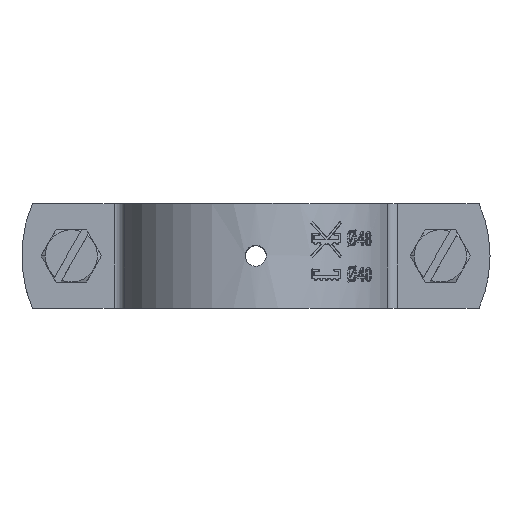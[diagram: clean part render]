
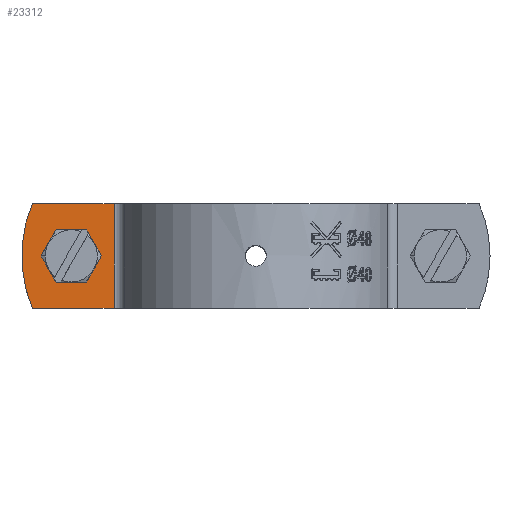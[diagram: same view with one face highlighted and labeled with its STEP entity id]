
A CAD part, top view. The second image highlights one B-rep face of the part: STEP entity #23312.
In plain terms, the highlighted planar face has unit normal (0, 0, 1).
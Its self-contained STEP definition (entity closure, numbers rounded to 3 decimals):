
#224 = FACE_BOUND ( 'NONE', #20297, .T. ) ;
#468 = LINE ( 'NONE', #17706, #3002 ) ;
#1184 = VECTOR ( 'NONE', #12640, 1000. ) ;
#1835 = ORIENTED_EDGE ( 'NONE', *, *, #19422, .F. ) ;
#1954 = AXIS2_PLACEMENT_3D ( 'NONE', #24145, #10426, #17869 ) ;
#2163 = DIRECTION ( 'NONE',  ( -1., 0., 0. ) ) ;
#2875 = EDGE_CURVE ( 'NONE', #14356, #3641, #24636, .T. ) ;
#3002 = VECTOR ( 'NONE', #21554, 1000. ) ;
#3641 = VERTEX_POINT ( 'NONE', #22348 ) ;
#3752 = EDGE_CURVE ( 'NONE', #10454, #19600, #15904, .T. ) ;
#3829 = FACE_OUTER_BOUND ( 'NONE', #4892, .T. ) ;
#3973 = VERTEX_POINT ( 'NONE', #18086 ) ;
#4892 = EDGE_LOOP ( 'NONE', ( #21063, #14491, #10625, #9073 ) ) ;
#4908 = VERTEX_POINT ( 'NONE', #17782 ) ;
#5211 = AXIS2_PLACEMENT_3D ( 'NONE', #21933, #17843, #2163 ) ;
#5378 = CARTESIAN_POINT ( 'NONE',  ( -38.14, -3.5, 5. ) ) ;
#5613 = DIRECTION ( 'NONE',  ( -1., 0., 0. ) ) ;
#5654 = VECTOR ( 'NONE', #16586, 1000. ) ;
#5674 = CARTESIAN_POINT ( 'NONE',  ( -35.312, 0., 5. ) ) ;
#5759 = EDGE_CURVE ( 'NONE', #25208, #14356, #10589, .T. ) ;
#5796 = DIRECTION ( 'NONE',  ( 0., 0., 1. ) ) ;
#5831 = ORIENTED_EDGE ( 'NONE', *, *, #18795, .F. ) ;
#5870 = VECTOR ( 'NONE', #18756, 1000. ) ;
#6964 = CARTESIAN_POINT ( 'NONE',  ( -30.812, 0., 5. ) ) ;
#8405 = ORIENTED_EDGE ( 'NONE', *, *, #17454, .F. ) ;
#8760 = LINE ( 'NONE', #11194, #5654 ) ;
#9073 = ORIENTED_EDGE ( 'NONE', *, *, #24668, .F. ) ;
#10043 = CIRCLE ( 'NONE', #23549, 4.5 ) ;
#10426 = DIRECTION ( 'NONE',  ( 0., 0., 1. ) ) ;
#10454 = VERTEX_POINT ( 'NONE', #13994 ) ;
#10589 = CIRCLE ( 'NONE', #24918, 25. ) ;
#10625 = ORIENTED_EDGE ( 'NONE', *, *, #13357, .T. ) ;
#11023 = CARTESIAN_POINT ( 'NONE',  ( -38.14, 3.5, 5. ) ) ;
#11137 = CARTESIAN_POINT ( 'NONE',  ( -42.725, -10., 5. ) ) ;
#11194 = CARTESIAN_POINT ( 'NONE',  ( -27.111, 10., 5. ) ) ;
#12510 = CARTESIAN_POINT ( 'NONE',  ( -44.812, -10., 5. ) ) ;
#12640 = DIRECTION ( 'NONE',  ( 1., 0., 0. ) ) ;
#12858 = VECTOR ( 'NONE', #5613, 1000. ) ;
#13143 = VERTEX_POINT ( 'NONE', #5378 ) ;
#13273 = DIRECTION ( 'NONE',  ( 0., 0., -1. ) ) ;
#13319 = LINE ( 'NONE', #11023, #12858 ) ;
#13343 = AXIS2_PLACEMENT_3D ( 'NONE', #5674, #5796, #20811 ) ;
#13357 = EDGE_CURVE ( 'NONE', #25208, #4908, #18413, .T. ) ;
#13441 = CARTESIAN_POINT ( 'NONE',  ( -32.483, 3.5, 5. ) ) ;
#13514 = DIRECTION ( 'NONE',  ( 0., 0., 1. ) ) ;
#13994 = CARTESIAN_POINT ( 'NONE',  ( -32.483, -3.5, 5. ) ) ;
#14356 = VERTEX_POINT ( 'NONE', #18011 ) ;
#14491 = ORIENTED_EDGE ( 'NONE', *, *, #5759, .F. ) ;
#14572 = ORIENTED_EDGE ( 'NONE', *, *, #3752, .F. ) ;
#15203 = DIRECTION ( 'NONE',  ( 1., 0., 0. ) ) ;
#15564 = CARTESIAN_POINT ( 'NONE',  ( -35.312, 0., 5. ) ) ;
#15904 = CIRCLE ( 'NONE', #1954, 4.5 ) ;
#16586 = DIRECTION ( 'NONE',  ( 0., -1., 0. ) ) ;
#16837 = CARTESIAN_POINT ( 'NONE',  ( -44.812, 10., 5. ) ) ;
#17454 = EDGE_CURVE ( 'NONE', #19600, #21948, #10043, .T. ) ;
#17488 = CARTESIAN_POINT ( 'NONE',  ( -19.812, 0., 5. ) ) ;
#17706 = CARTESIAN_POINT ( 'NONE',  ( -32.483, -3.5, 5. ) ) ;
#17782 = CARTESIAN_POINT ( 'NONE',  ( -27.111, -10., 5. ) ) ;
#17843 = DIRECTION ( 'NONE',  ( 0., 0., -1. ) ) ;
#17869 = DIRECTION ( 'NONE',  ( 1., 0., 0. ) ) ;
#18011 = CARTESIAN_POINT ( 'NONE',  ( -42.725, 10., 5. ) ) ;
#18086 = CARTESIAN_POINT ( 'NONE',  ( -38.14, 3.5, 5. ) ) ;
#18413 = LINE ( 'NONE', #12510, #1184 ) ;
#18756 = DIRECTION ( 'NONE',  ( 1., 0., 0. ) ) ;
#18795 = EDGE_CURVE ( 'NONE', #3973, #13143, #24399, .T. ) ;
#19422 = EDGE_CURVE ( 'NONE', #21948, #3973, #13319, .T. ) ;
#19509 = PLANE ( 'NONE',  #5211 ) ;
#19600 = VERTEX_POINT ( 'NONE', #6964 ) ;
#20297 = EDGE_LOOP ( 'NONE', ( #1835, #8405, #14572, #20856, #5831 ) ) ;
#20452 = EDGE_CURVE ( 'NONE', #13143, #10454, #468, .T. ) ;
#20811 = DIRECTION ( 'NONE',  ( 1., 0., 0. ) ) ;
#20856 = ORIENTED_EDGE ( 'NONE', *, *, #20452, .F. ) ;
#21063 = ORIENTED_EDGE ( 'NONE', *, *, #2875, .F. ) ;
#21318 = DIRECTION ( 'NONE',  ( 1., 0., 0. ) ) ;
#21554 = DIRECTION ( 'NONE',  ( 1., 0., 0. ) ) ;
#21933 = CARTESIAN_POINT ( 'NONE',  ( -44.812, 10., 5. ) ) ;
#21948 = VERTEX_POINT ( 'NONE', #13441 ) ;
#22348 = CARTESIAN_POINT ( 'NONE',  ( -27.111, 10., 5. ) ) ;
#23312 = ADVANCED_FACE ( 'NONE', ( #224, #3829 ), #19509, .F. ) ;
#23549 = AXIS2_PLACEMENT_3D ( 'NONE', #15564, #13514, #21318 ) ;
#24145 = CARTESIAN_POINT ( 'NONE',  ( -35.312, 0., 5. ) ) ;
#24399 = CIRCLE ( 'NONE', #13343, 4.5 ) ;
#24636 = LINE ( 'NONE', #16837, #5870 ) ;
#24668 = EDGE_CURVE ( 'NONE', #3641, #4908, #8760, .T. ) ;
#24918 = AXIS2_PLACEMENT_3D ( 'NONE', #17488, #13273, #15203 ) ;
#25208 = VERTEX_POINT ( 'NONE', #11137 ) ;
